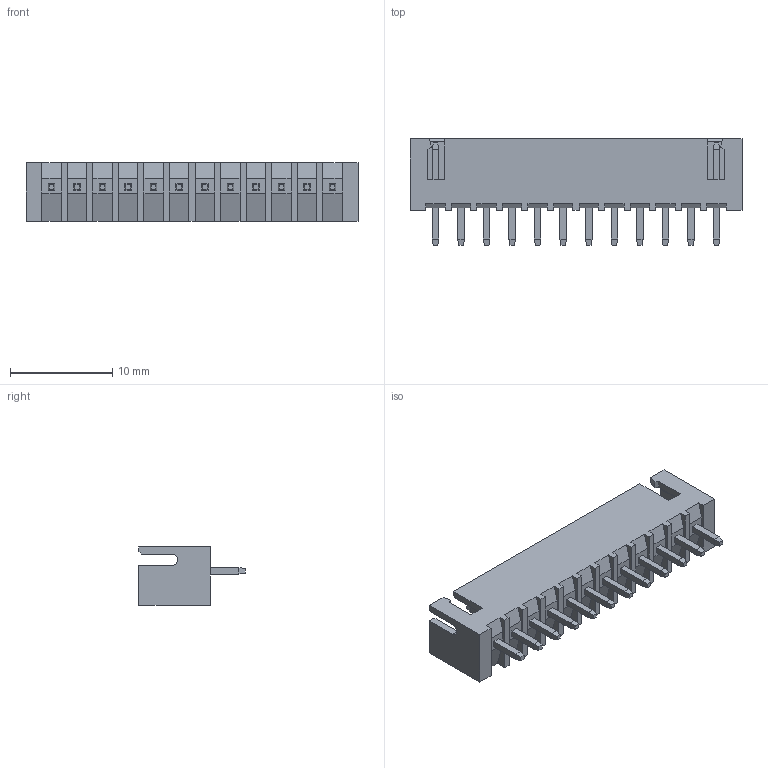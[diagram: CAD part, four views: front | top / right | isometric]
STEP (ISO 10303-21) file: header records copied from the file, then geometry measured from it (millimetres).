
FILE_DESCRIPTION((''),'2;1');
FILE_NAME('FWF25018-S03S22W1B','2025-09-10T',('工程三'),(''),'PRO/ENGINEER BY PARAMETRIC TECHNOLOGY CORPORATION, 2010280','PRO/ENGINEER BY PARAMETRIC TECHNOLOGY CORPORATION, 2010280','');
FILE_SCHEMA(('CONFIG_CONTROL_DESIGN'));
Length unit declared in the file: millimetre
Products named in the file (1): FWF25018-S03S22W1B
Bounding box: 32.5 x 10.4 x 5.7 mm (x, y, z)
Volume: 564.4 mm3; surface area: 1520.1 mm2
Topology: 1 solids, 1 shells, 324 faces, 796 edges, 498 vertices
Faces by surface type: plane 322, cylinder 2
Entity records: 9258 total; most frequent: CARTESIAN_POINT 1618, ORIENTED_EDGE 1592, DIRECTION 1448, EDGE_CURVE 796, VECTOR 792, LINE 792, VERTEX_POINT 498, EDGE_LOOP 348
